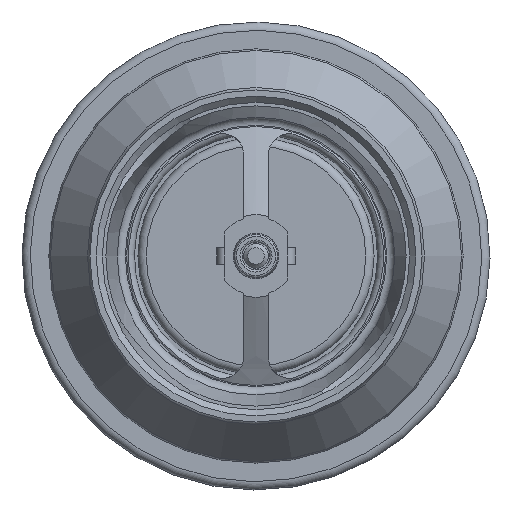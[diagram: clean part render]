
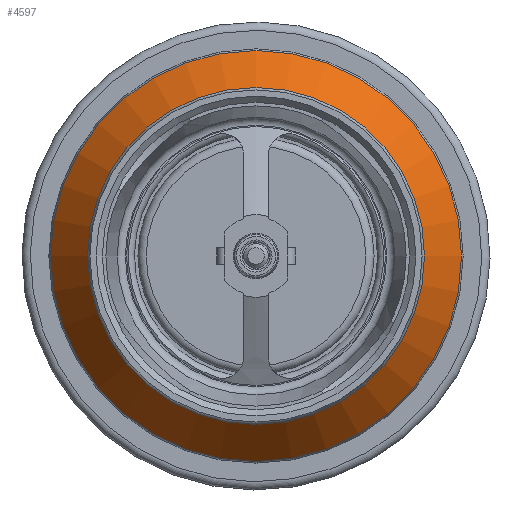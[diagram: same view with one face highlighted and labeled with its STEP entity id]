
A CAD part, front view. The second image highlights one B-rep face of the part: STEP entity #4597.
In plain terms, the highlighted conical face has half-angle 36.254 degrees and reference radius 40.1 mm.
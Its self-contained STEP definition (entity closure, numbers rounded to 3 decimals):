
#626=CONICAL_SURFACE('',#5190,40.1,0.633);
#1577=ORIENTED_EDGE('',*,*,#2454,.T.);
#1578=ORIENTED_EDGE('',*,*,#2455,.T.);
#2454=EDGE_CURVE('',#3787,#3787,#2861,.T.);
#2455=EDGE_CURVE('',#3788,#3788,#2862,.T.);
#2861=CIRCLE('',#5191,49.613);
#2862=CIRCLE('',#5192,40.681);
#3199=EDGE_LOOP('',(#1577));
#3200=EDGE_LOOP('',(#1578));
#3787=VERTEX_POINT('',#7945);
#3788=VERTEX_POINT('',#7947);
#4193=FACE_BOUND('',#3199,.T.);
#4194=FACE_BOUND('',#3200,.T.);
#4597=ADVANCED_FACE('',(#4193,#4194),#626,.T.);
#5190=AXIS2_PLACEMENT_3D('',#7943,#6310,#6311);
#5191=AXIS2_PLACEMENT_3D('',#7944,#6312,#6313);
#5192=AXIS2_PLACEMENT_3D('',#7946,#6314,#6315);
#6310=DIRECTION('',(0.,1.,0.));
#6311=DIRECTION('',(0.,0.,1.));
#6312=DIRECTION('',(0.,-1.,0.));
#6313=DIRECTION('',(0.,0.,-1.));
#6314=DIRECTION('',(0.,1.,0.));
#6315=DIRECTION('',(0.,0.,1.));
#7943=CARTESIAN_POINT('',(0.,-284.269,0.));
#7944=CARTESIAN_POINT('',(0.,-271.297,0.));
#7945=CARTESIAN_POINT('',(0.,-271.297,-49.613));
#7946=CARTESIAN_POINT('',(0.,-283.477,0.));
#7947=CARTESIAN_POINT('',(0.,-283.477,40.681));
